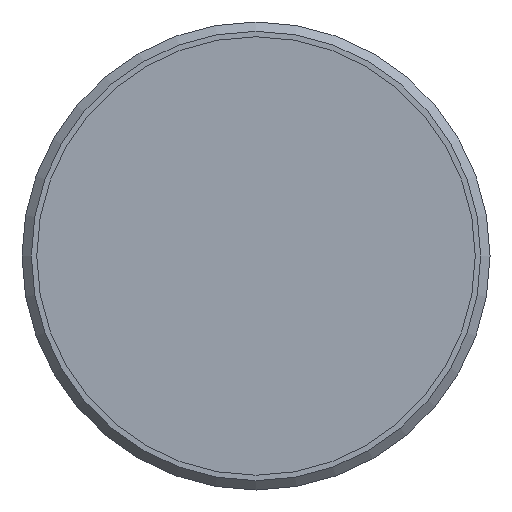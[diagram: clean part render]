
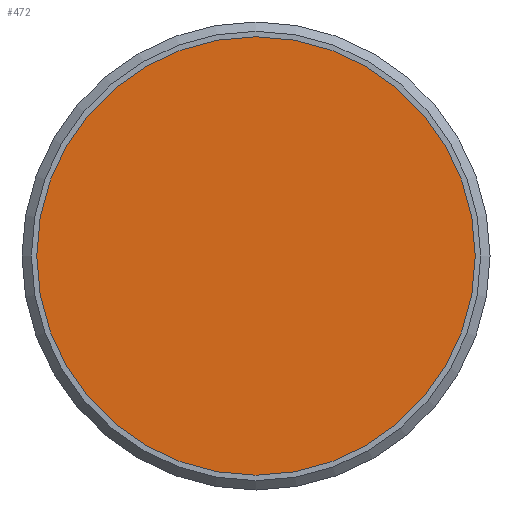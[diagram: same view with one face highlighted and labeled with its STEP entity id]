
A CAD part, front view. The second image highlights one B-rep face of the part: STEP entity #472.
In plain terms, the highlighted planar face has unit normal (0, -1, 0).
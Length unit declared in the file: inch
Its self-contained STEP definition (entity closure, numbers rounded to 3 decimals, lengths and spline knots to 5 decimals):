
#226 = AXIS2_PLACEMENT_3D ( 'NONE', #887, #989, #1159 ) ;
#272 = EDGE_LOOP ( 'NONE', ( #1202 ) ) ;
#287 = DIRECTION ( 'NONE',  ( 0., 1., 0. ) ) ;
#293 = EDGE_CURVE ( 'NONE', #898, #898, #616, .T. ) ;
#407 = CARTESIAN_POINT ( 'NONE',  ( 0., -1.33465, 0. ) ) ;
#472 = ADVANCED_FACE ( 'NONE', ( #816 ), #1624, .F. ) ;
#616 = CIRCLE ( 'NONE', #226, 0.55315 ) ;
#816 = FACE_OUTER_BOUND ( 'NONE', #272, .T. ) ;
#887 = CARTESIAN_POINT ( 'NONE',  ( 0., -1.33465, 0. ) ) ;
#898 = VERTEX_POINT ( 'NONE', #1426 ) ;
#943 = DIRECTION ( 'NONE',  ( 0., 0., 1. ) ) ;
#989 = DIRECTION ( 'NONE',  ( 0., 1., 0. ) ) ;
#1159 = DIRECTION ( 'NONE',  ( 0., 0., -1. ) ) ;
#1202 = ORIENTED_EDGE ( 'NONE', *, *, #293, .F. ) ;
#1426 = CARTESIAN_POINT ( 'NONE',  ( 0., -1.33465, -0.55315 ) ) ;
#1624 = PLANE ( 'NONE',  #1700 ) ;
#1700 = AXIS2_PLACEMENT_3D ( 'NONE', #407, #287, #943 ) ;
